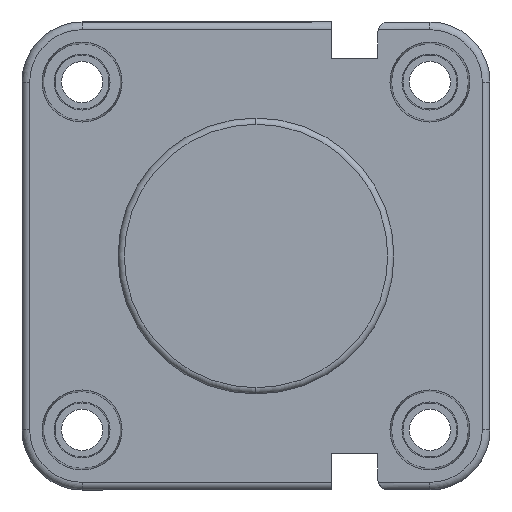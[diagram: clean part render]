
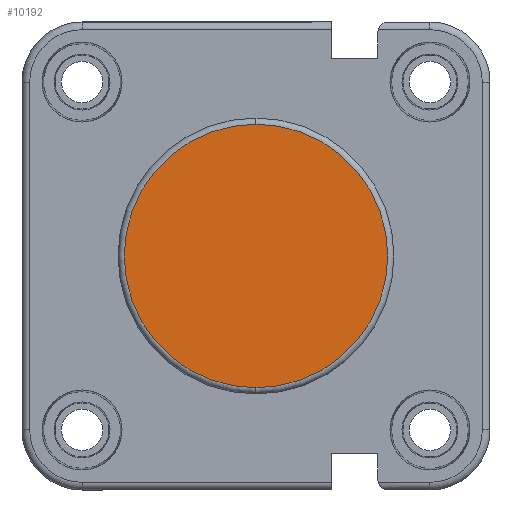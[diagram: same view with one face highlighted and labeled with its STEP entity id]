
A CAD part, left-side view. The second image highlights one B-rep face of the part: STEP entity #10192.
In plain terms, the highlighted planar face has unit normal (-1, 0, 0).
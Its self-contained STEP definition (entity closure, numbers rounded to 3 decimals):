
#445 = DIRECTION ( 'NONE',  ( 0., 0., 1. ) ) ;
#2404 = DIRECTION ( 'NONE',  ( 0., 0., 1. ) ) ;
#2467 = CARTESIAN_POINT ( 'NONE',  ( 0., 0., 0. ) ) ;
#3205 = EDGE_LOOP ( 'NONE', ( #16091, #10090 ) ) ;
#4024 = VERTEX_POINT ( 'NONE', #5112 ) ;
#5038 = AXIS2_PLACEMENT_3D ( 'NONE', #9939, #14389, #19174 ) ;
#5112 = CARTESIAN_POINT ( 'NONE',  ( 0., 0., -21.4 ) ) ;
#5561 = CIRCLE ( 'NONE', #13903, 21.4 ) ;
#5588 = CIRCLE ( 'NONE', #5038, 21.4 ) ;
#6479 = CARTESIAN_POINT ( 'NONE',  ( 0., 0., 0. ) ) ;
#7149 = DIRECTION ( 'NONE',  ( -1., 0., 0. ) ) ;
#7960 = DIRECTION ( 'NONE',  ( -1., 0., 0. ) ) ;
#8654 = EDGE_CURVE ( 'NONE', #4024, #12070, #5588, .T. ) ;
#9939 = CARTESIAN_POINT ( 'NONE',  ( 0., 0., 0. ) ) ;
#10090 = ORIENTED_EDGE ( 'NONE', *, *, #8654, .T. ) ;
#10192 = ADVANCED_FACE ( 'NONE', ( #18512 ), #17195, .T. ) ;
#12070 = VERTEX_POINT ( 'NONE', #18148 ) ;
#13903 = AXIS2_PLACEMENT_3D ( 'NONE', #2467, #7149, #2404 ) ;
#14389 = DIRECTION ( 'NONE',  ( -1., 0., 0. ) ) ;
#15982 = AXIS2_PLACEMENT_3D ( 'NONE', #6479, #7960, #445 ) ;
#16091 = ORIENTED_EDGE ( 'NONE', *, *, #16706, .T. ) ;
#16706 = EDGE_CURVE ( 'NONE', #12070, #4024, #5561, .T. ) ;
#17195 = PLANE ( 'NONE',  #15982 ) ;
#18148 = CARTESIAN_POINT ( 'NONE',  ( 0., 0., 21.4 ) ) ;
#18512 = FACE_OUTER_BOUND ( 'NONE', #3205, .T. ) ;
#19174 = DIRECTION ( 'NONE',  ( 0., 0., 1. ) ) ;
